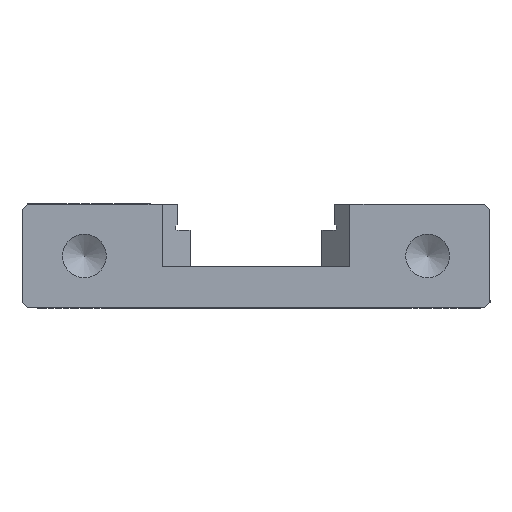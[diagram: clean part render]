
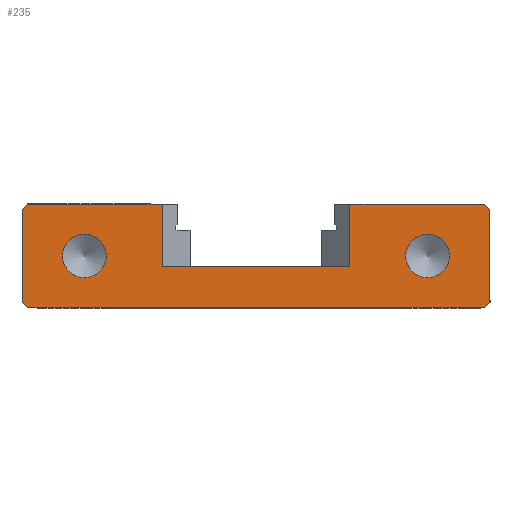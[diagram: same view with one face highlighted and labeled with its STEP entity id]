
A CAD part, left-side view. The second image highlights one B-rep face of the part: STEP entity #235.
In plain terms, the highlighted planar face has unit normal (-1, 0, 0).
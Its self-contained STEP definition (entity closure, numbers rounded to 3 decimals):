
#95=FACE_BOUND('',#387,.T.);
#96=FACE_BOUND('',#388,.T.);
#97=FACE_BOUND('',#389,.T.);
#194=CIRCLE('',#1260,2.1);
#195=CIRCLE('',#1261,2.1);
#235=ADVANCED_FACE('',(#95,#96,#97),#305,.T.);
#305=PLANE('',#1262);
#387=EDGE_LOOP('',(#534));
#388=EDGE_LOOP('',(#535));
#389=EDGE_LOOP('',(#536,#537,#538,#539,#540,#541,#542,#543,#544,#545,#546,
#547));
#534=ORIENTED_EDGE('',*,*,#945,.T.);
#535=ORIENTED_EDGE('',*,*,#946,.T.);
#536=ORIENTED_EDGE('',*,*,#947,.T.);
#537=ORIENTED_EDGE('',*,*,#948,.T.);
#538=ORIENTED_EDGE('',*,*,#911,.T.);
#539=ORIENTED_EDGE('',*,*,#949,.T.);
#540=ORIENTED_EDGE('',*,*,#950,.T.);
#541=ORIENTED_EDGE('',*,*,#951,.T.);
#542=ORIENTED_EDGE('',*,*,#952,.T.);
#543=ORIENTED_EDGE('',*,*,#953,.T.);
#544=ORIENTED_EDGE('',*,*,#943,.T.);
#545=ORIENTED_EDGE('',*,*,#954,.T.);
#546=ORIENTED_EDGE('',*,*,#955,.T.);
#547=ORIENTED_EDGE('',*,*,#956,.T.);
#799=VERTEX_POINT('',#1728);
#800=VERTEX_POINT('',#1730);
#830=VERTEX_POINT('',#1793);
#831=VERTEX_POINT('',#1795);
#832=VERTEX_POINT('',#1799);
#833=VERTEX_POINT('',#1801);
#834=VERTEX_POINT('',#1803);
#835=VERTEX_POINT('',#1804);
#836=VERTEX_POINT('',#1807);
#837=VERTEX_POINT('',#1809);
#838=VERTEX_POINT('',#1811);
#839=VERTEX_POINT('',#1813);
#840=VERTEX_POINT('',#1816);
#841=VERTEX_POINT('',#1818);
#911=EDGE_CURVE('',#800,#799,#1061,.T.);
#943=EDGE_CURVE('',#831,#830,#1079,.T.);
#945=EDGE_CURVE('',#832,#832,#194,.T.);
#946=EDGE_CURVE('',#833,#833,#195,.T.);
#947=EDGE_CURVE('',#834,#835,#1081,.T.);
#948=EDGE_CURVE('',#835,#800,#1082,.T.);
#949=EDGE_CURVE('',#799,#836,#1083,.T.);
#950=EDGE_CURVE('',#836,#837,#1084,.T.);
#951=EDGE_CURVE('',#837,#838,#1085,.T.);
#952=EDGE_CURVE('',#838,#839,#1086,.T.);
#953=EDGE_CURVE('',#839,#831,#1087,.T.);
#954=EDGE_CURVE('',#830,#840,#1088,.T.);
#955=EDGE_CURVE('',#840,#841,#1089,.T.);
#956=EDGE_CURVE('',#841,#834,#1090,.T.);
#1061=LINE('',#1729,#1153);
#1079=LINE('',#1794,#1171);
#1081=LINE('',#1802,#1173);
#1082=LINE('',#1805,#1174);
#1083=LINE('',#1806,#1175);
#1084=LINE('',#1808,#1176);
#1085=LINE('',#1810,#1177);
#1086=LINE('',#1812,#1178);
#1087=LINE('',#1814,#1179);
#1088=LINE('',#1815,#1180);
#1089=LINE('',#1817,#1181);
#1090=LINE('',#1819,#1182);
#1153=VECTOR('',#1376,1.);
#1171=VECTOR('',#1426,1.);
#1173=VECTOR('',#1434,1.);
#1174=VECTOR('',#1435,1.);
#1175=VECTOR('',#1436,1.);
#1176=VECTOR('',#1437,1.);
#1177=VECTOR('',#1438,1.);
#1178=VECTOR('',#1439,1.);
#1179=VECTOR('',#1440,1.);
#1180=VECTOR('',#1441,1.);
#1181=VECTOR('',#1442,1.);
#1182=VECTOR('',#1443,1.);
#1260=AXIS2_PLACEMENT_3D('',#1798,#1430,#1431);
#1261=AXIS2_PLACEMENT_3D('',#1800,#1432,#1433);
#1262=AXIS2_PLACEMENT_3D('',#1820,#1444,#1445);
#1376=DIRECTION('',(0.,1.,0.));
#1426=DIRECTION('',(0.,-1.,0.));
#1430=DIRECTION('',(1.,0.,0.));
#1431=DIRECTION('',(0.,0.,-1.));
#1432=DIRECTION('',(1.,0.,0.));
#1433=DIRECTION('',(0.,0.,-1.));
#1434=DIRECTION('',(0.,1.,0.));
#1435=DIRECTION('',(0.,0.,-1.));
#1436=DIRECTION('',(0.,0.,1.));
#1437=DIRECTION('',(0.,1.,0.));
#1438=DIRECTION('',(0.,0.707,-0.707));
#1439=DIRECTION('',(0.,0.,-1.));
#1440=DIRECTION('',(0.,-0.707,-0.707));
#1441=DIRECTION('',(0.,-0.707,0.707));
#1442=DIRECTION('',(0.,0.,1.));
#1443=DIRECTION('',(0.,0.707,0.707));
#1444=DIRECTION('',(-1.,0.,0.));
#1445=DIRECTION('',(0.,0.,1.));
#1728=CARTESIAN_POINT('',(-253.,9.03,3.95));
#1729=CARTESIAN_POINT('',(-253.,-6.34,3.95));
#1730=CARTESIAN_POINT('',(-253.,-9.03,3.95));
#1793=CARTESIAN_POINT('',(-253.,-22.,0.));
#1794=CARTESIAN_POINT('',(-253.,22.5,0.));
#1795=CARTESIAN_POINT('',(-253.,22.,0.));
#1798=CARTESIAN_POINT('',(-253.,-16.5,5.));
#1799=CARTESIAN_POINT('',(-253.,-16.5,2.9));
#1800=CARTESIAN_POINT('',(-253.,16.5,5.));
#1801=CARTESIAN_POINT('',(-253.,16.5,2.9));
#1802=CARTESIAN_POINT('',(-253.,-22.5,10.));
#1803=CARTESIAN_POINT('',(-253.,-22.,10.));
#1804=CARTESIAN_POINT('',(-253.,-9.03,10.));
#1805=CARTESIAN_POINT('',(-253.,-9.03,8.054));
#1806=CARTESIAN_POINT('',(-253.,9.03,10.));
#1807=CARTESIAN_POINT('',(-253.,9.03,10.));
#1808=CARTESIAN_POINT('',(-253.,7.53,10.));
#1809=CARTESIAN_POINT('',(-253.,22.,10.));
#1810=CARTESIAN_POINT('',(-253.,16.,16.));
#1811=CARTESIAN_POINT('',(-253.,22.5,9.5));
#1812=CARTESIAN_POINT('',(-253.,22.5,10.));
#1813=CARTESIAN_POINT('',(-253.,22.5,0.5));
#1814=CARTESIAN_POINT('',(-253.,11.,-11.));
#1815=CARTESIAN_POINT('',(-253.,-11.,-11.));
#1816=CARTESIAN_POINT('',(-253.,-22.5,0.5));
#1817=CARTESIAN_POINT('',(-253.,-22.5,0.));
#1818=CARTESIAN_POINT('',(-253.,-22.5,9.5));
#1819=CARTESIAN_POINT('',(-253.,-16.,16.));
#1820=CARTESIAN_POINT('',(-253.,0.,0.));
